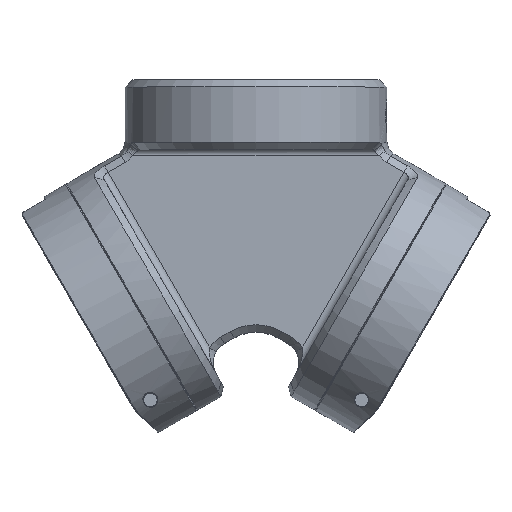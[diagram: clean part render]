
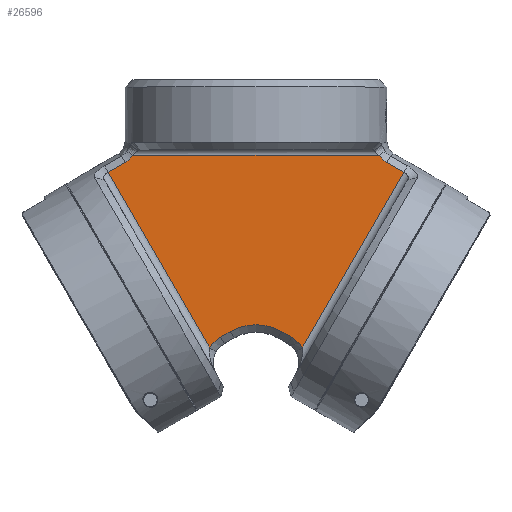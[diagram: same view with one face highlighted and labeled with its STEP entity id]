
A CAD part, top view. The second image highlights one B-rep face of the part: STEP entity #26596.
In plain terms, the highlighted planar face has unit normal (0, 0, 1).
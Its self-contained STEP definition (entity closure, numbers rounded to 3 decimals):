
#13 = EDGE_CURVE ( 'NONE', #19886, #15471, #1808, .T. ) ;
#159 = CARTESIAN_POINT ( 'NONE',  ( 9.619, -20.876, 10. ) ) ;
#592 = ORIENTED_EDGE ( 'NONE', *, *, #20815, .T. ) ;
#718 = ORIENTED_EDGE ( 'NONE', *, *, #1241, .T. ) ;
#938 = EDGE_CURVE ( 'NONE', #17372, #11681, #4730, .T. ) ;
#943 = ORIENTED_EDGE ( 'NONE', *, *, #12399, .T. ) ;
#1241 = EDGE_CURVE ( 'NONE', #6041, #15301, #15840, .T. ) ;
#1248 = CARTESIAN_POINT ( 'NONE',  ( -33.701, 28.108, 10. ) ) ;
#1434 = EDGE_CURVE ( 'NONE', #6005, #4074, #12848, .T. ) ;
#1502 = AXIS2_PLACEMENT_3D ( 'NONE', #17748, #7407, #17882 ) ;
#1808 = CIRCLE ( 'NONE', #13978, 8. ) ;
#2099 = VECTOR ( 'NONE', #24018, 1000. ) ;
#2233 = ORIENTED_EDGE ( 'NONE', *, *, #11765, .T. ) ;
#2331 = CARTESIAN_POINT ( 'NONE',  ( 33.45, 28.5, 10. ) ) ;
#2902 = PLANE ( 'NONE',  #1502 ) ;
#2955 = DIRECTION ( 'NONE',  ( -1., 0., 0. ) ) ;
#3157 = CARTESIAN_POINT ( 'NONE',  ( -34.672, 27.112, 10. ) ) ;
#3164 = CARTESIAN_POINT ( 'NONE',  ( 12.547, -23.804, 10. ) ) ;
#4074 = VERTEX_POINT ( 'NONE', #25845 ) ;
#4658 = LINE ( 'NONE', #10506, #8232 ) ;
#4730 = CIRCLE ( 'NONE', #11668, 14. ) ;
#4731 = CARTESIAN_POINT ( 'NONE',  ( -40.099, 23.916, 10. ) ) ;
#4998 = ORIENTED_EDGE ( 'NONE', *, *, #12003, .T. ) ;
#5344 = VERTEX_POINT ( 'NONE', #4731 ) ;
#5358 = CARTESIAN_POINT ( 'NONE',  ( -35.444, 26.604, 10. ) ) ;
#5913 = EDGE_CURVE ( 'NONE', #6520, #5344, #19652, .T. ) ;
#6005 = VERTEX_POINT ( 'NONE', #3164 ) ;
#6041 = VERTEX_POINT ( 'NONE', #2331 ) ;
#6520 = VERTEX_POINT ( 'NONE', #5358 ) ;
#6559 = CARTESIAN_POINT ( 'NONE',  ( -33.45, 28.5, 10. ) ) ;
#7204 = DIRECTION ( 'NONE',  ( 0.866, -0.5, 0. ) ) ;
#7338 = CARTESIAN_POINT ( 'NONE',  ( 0., -31.488, 10. ) ) ;
#7407 = DIRECTION ( 'NONE',  ( 0., 0., -1. ) ) ;
#7458 = DIRECTION ( 'NONE',  ( -1., 0., 0. ) ) ;
#7544 = CARTESIAN_POINT ( 'NONE',  ( -35.444, 26.604, 10. ) ) ;
#7870 = DIRECTION ( 'NONE',  ( 0., 0., -1. ) ) ;
#8137 = VECTOR ( 'NONE', #19126, 1000. ) ;
#8232 = VECTOR ( 'NONE', #19223, 1000. ) ;
#8301 = ORIENTED_EDGE ( 'NONE', *, *, #938, .T. ) ;
#8421 = VECTOR ( 'NONE', #7204, 1000. ) ;
#8571 = CARTESIAN_POINT ( 'NONE',  ( -9.083, -29.804, 10. ) ) ;
#9167 = CARTESIAN_POINT ( 'NONE',  ( 40.865, 25.243, 10. ) ) ;
#9350 = DIRECTION ( 'NONE',  ( -1., 0., 0. ) ) ;
#9475 = DIRECTION ( 'NONE',  ( -0.866, 0.5, 0. ) ) ;
#9636 = LINE ( 'NONE', #26224, #8421 ) ;
#10506 = CARTESIAN_POINT ( 'NONE',  ( -70.544, -56.05, 10. ) ) ;
#10584 = LINE ( 'NONE', #8571, #14804 ) ;
#11318 = CARTESIAN_POINT ( 'NONE',  ( 35.444, 26.604, 10. ) ) ;
#11440 = FACE_OUTER_BOUND ( 'NONE', #24469, .T. ) ;
#11503 = DIRECTION ( 'NONE',  ( 0., 0., -1. ) ) ;
#11590 = EDGE_CURVE ( 'NONE', #5344, #19886, #10584, .T. ) ;
#11668 = AXIS2_PLACEMENT_3D ( 'NONE', #7338, #12805, #2955 ) ;
#11681 = VERTEX_POINT ( 'NONE', #17396 ) ;
#11765 = EDGE_CURVE ( 'NONE', #18536, #6005, #24397, .T. ) ;
#11845 = CARTESIAN_POINT ( 'NONE',  ( 33.45, 28.5, 10. ) ) ;
#12003 = EDGE_CURVE ( 'NONE', #15301, #6520, #16320, .T. ) ;
#12382 = B_SPLINE_CURVE_WITH_KNOTS ( 'NONE', 3,
 ( #24387, #14173, #13902, #22220, #26429, #11845 ),
 .UNSPECIFIED., .F., .F.,
 ( 4, 2, 4 ),
 ( 0., 0.5, 1. ),
 .UNSPECIFIED. ) ;
#12399 = EDGE_CURVE ( 'NONE', #16495, #6041, #12382, .T. ) ;
#12805 = DIRECTION ( 'NONE',  ( 0., 0., -1. ) ) ;
#12848 = LINE ( 'NONE', #9167, #8137 ) ;
#12905 = CARTESIAN_POINT ( 'NONE',  ( -7., -19.363, 10. ) ) ;
#13514 = CARTESIAN_POINT ( 'NONE',  ( -34.002, 27.747, 10. ) ) ;
#13902 = CARTESIAN_POINT ( 'NONE',  ( 34.666, 27.116, 10. ) ) ;
#13978 = AXIS2_PLACEMENT_3D ( 'NONE', #26213, #7870, #7458 ) ;
#14043 = ORIENTED_EDGE ( 'NONE', *, *, #14948, .T. ) ;
#14173 = CARTESIAN_POINT ( 'NONE',  ( 35.04, 26.837, 10. ) ) ;
#14461 = CARTESIAN_POINT ( 'NONE',  ( 1.226, 46.359, 10. ) ) ;
#14804 = VECTOR ( 'NONE', #16866, 1000. ) ;
#14948 = EDGE_CURVE ( 'NONE', #4074, #16495, #17784, .T. ) ;
#14984 = VECTOR ( 'NONE', #23491, 1000. ) ;
#15187 = EDGE_CURVE ( 'NONE', #15471, #17372, #4658, .T. ) ;
#15301 = VERTEX_POINT ( 'NONE', #6559 ) ;
#15471 = VERTEX_POINT ( 'NONE', #19851 ) ;
#15840 = LINE ( 'NONE', #17905, #2099 ) ;
#15841 = ORIENTED_EDGE ( 'NONE', *, *, #15187, .T. ) ;
#16320 = B_SPLINE_CURVE_WITH_KNOTS ( 'NONE', 3,
 ( #23872, #1248, #13514, #3157, #26317, #7544 ),
 .UNSPECIFIED., .F., .F.,
 ( 4, 2, 4 ),
 ( 0., 0.5, 1. ),
 .UNSPECIFIED. ) ;
#16495 = VERTEX_POINT ( 'NONE', #11318 ) ;
#16563 = AXIS2_PLACEMENT_3D ( 'NONE', #21880, #11503, #9350 ) ;
#16866 = DIRECTION ( 'NONE',  ( 0.5, -0.866, 0. ) ) ;
#17372 = VERTEX_POINT ( 'NONE', #12905 ) ;
#17396 = CARTESIAN_POINT ( 'NONE',  ( 7., -19.363, 10. ) ) ;
#17664 = ORIENTED_EDGE ( 'NONE', *, *, #13, .T. ) ;
#17748 = CARTESIAN_POINT ( 'NONE',  ( -64.222, -67., 10. ) ) ;
#17784 = LINE ( 'NONE', #14461, #19516 ) ;
#17882 = DIRECTION ( 'NONE',  ( -1., 0., 0. ) ) ;
#17905 = CARTESIAN_POINT ( 'NONE',  ( -34.318, 28.5, 10. ) ) ;
#18131 = ORIENTED_EDGE ( 'NONE', *, *, #1434, .T. ) ;
#18536 = VERTEX_POINT ( 'NONE', #159 ) ;
#19126 = DIRECTION ( 'NONE',  ( 0.5, 0.866, 0. ) ) ;
#19223 = DIRECTION ( 'NONE',  ( 0.866, 0.5, 0. ) ) ;
#19516 = VECTOR ( 'NONE', #9475, 1000. ) ;
#19528 = CARTESIAN_POINT ( 'NONE',  ( -97.559, -9.258, 10. ) ) ;
#19652 = LINE ( 'NONE', #19528, #14984 ) ;
#19851 = CARTESIAN_POINT ( 'NONE',  ( -9.619, -20.876, 10. ) ) ;
#19886 = VERTEX_POINT ( 'NONE', #23357 ) ;
#20815 = EDGE_CURVE ( 'NONE', #11681, #18536, #9636, .T. ) ;
#21880 = CARTESIAN_POINT ( 'NONE',  ( 5.619, -27.804, 10. ) ) ;
#22220 = CARTESIAN_POINT ( 'NONE',  ( 33.994, 27.756, 10. ) ) ;
#22999 = ORIENTED_EDGE ( 'NONE', *, *, #11590, .T. ) ;
#23357 = CARTESIAN_POINT ( 'NONE',  ( -12.547, -23.804, 10. ) ) ;
#23491 = DIRECTION ( 'NONE',  ( -0.866, -0.5, 0. ) ) ;
#23492 = ORIENTED_EDGE ( 'NONE', *, *, #5913, .T. ) ;
#23872 = CARTESIAN_POINT ( 'NONE',  ( -33.45, 28.5, 10. ) ) ;
#24018 = DIRECTION ( 'NONE',  ( -1., 0., 0. ) ) ;
#24387 = CARTESIAN_POINT ( 'NONE',  ( 35.444, 26.604, 10. ) ) ;
#24397 = CIRCLE ( 'NONE', #16563, 8. ) ;
#24469 = EDGE_LOOP ( 'NONE', ( #592, #2233, #18131, #14043, #943, #718, #4998, #23492, #22999, #17664, #15841, #8301 ) ) ;
#25845 = CARTESIAN_POINT ( 'NONE',  ( 40.099, 23.916, 10. ) ) ;
#26213 = CARTESIAN_POINT ( 'NONE',  ( -5.619, -27.804, 10. ) ) ;
#26224 = CARTESIAN_POINT ( 'NONE',  ( -25.789, -0.433, 10. ) ) ;
#26317 = CARTESIAN_POINT ( 'NONE',  ( -35.041, 26.837, 10. ) ) ;
#26429 = CARTESIAN_POINT ( 'NONE',  ( 33.7, 28.11, 10. ) ) ;
#26596 = ADVANCED_FACE ( 'NONE', ( #11440 ), #2902, .F. ) ;
